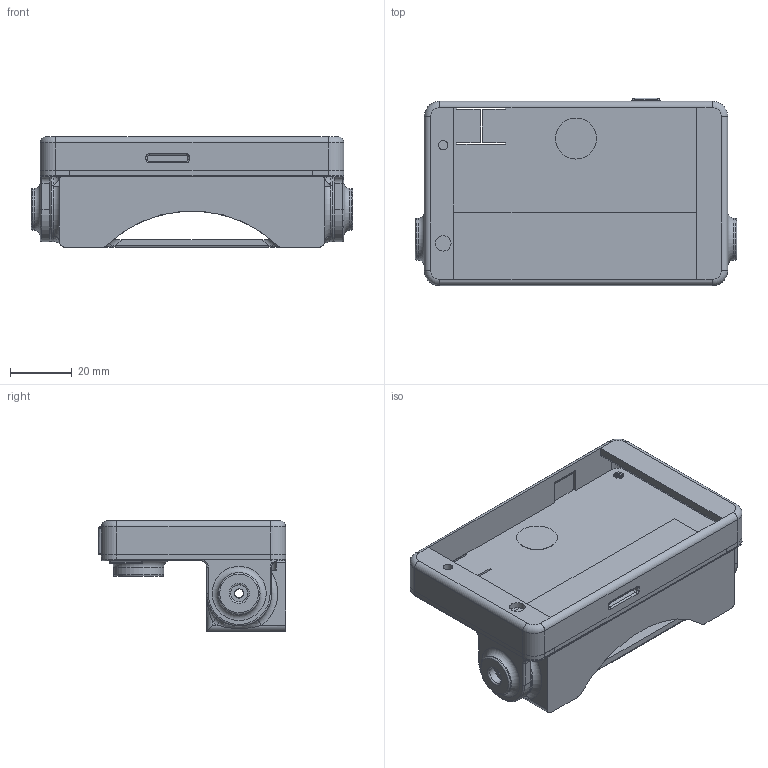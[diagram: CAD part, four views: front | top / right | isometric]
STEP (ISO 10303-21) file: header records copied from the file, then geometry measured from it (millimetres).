
FILE_DESCRIPTION(/* description */ (''),/* implementation_level */ '2;1');
FILE_NAME(/* name */ 'ESP32-2432S032.step',/* time_stamp */ '2023-11-02T00:27:05-05:00',/* author */ (''),/* organization */ (''),/* preprocessor_version */ 'ST-DEVELOPER v20',/* originating_system */ 'Autodesk Translation Framework v12.14.0.127',/* authorisation */ '');
FILE_SCHEMA (('AUTOMOTIVE_DESIGN { 1 0 10303 214 3 1 1 }'));
Length unit declared in the file: millimetre
Products named in the file (2): n20blind; ESP32-2432S032
Assembly tree (1 placements, depth 2):
  n20blind
    ESP32-2432S032
Bounding box: 103.72 x 60.5 x 35.76 mm (x, y, z)
Volume: 44627 mm3; surface area: 44088.8 mm2
Topology: 4 solids, 4 shells, 610 faces, 1632 edges, 1037 vertices
Faces by surface type: cylinder 315, plane 160, bspline 68, torus 57, sphere 10
Full cylindrical faces by diameter (mm): 2.93 x35, 3 x3, 3.599 x11, 3.6 x4, 5 x1, 5.5 x2, 12.25 x1, 13.5 x2, 16.25 x1, 21 x1
Entity records: 32120 total; most frequent: CARTESIAN_POINT 17540, ORIENTED_EDGE 3252, DIRECTION 2724, EDGE_CURVE 1626, VERTEX_POINT 1037, AXIS2_PLACEMENT_3D 1015, LINE 694, VECTOR 694
